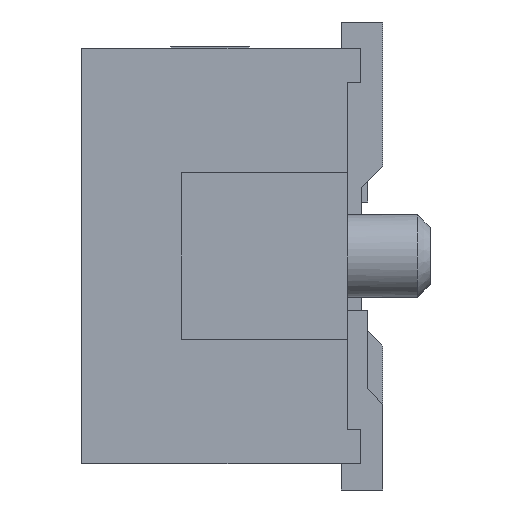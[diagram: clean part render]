
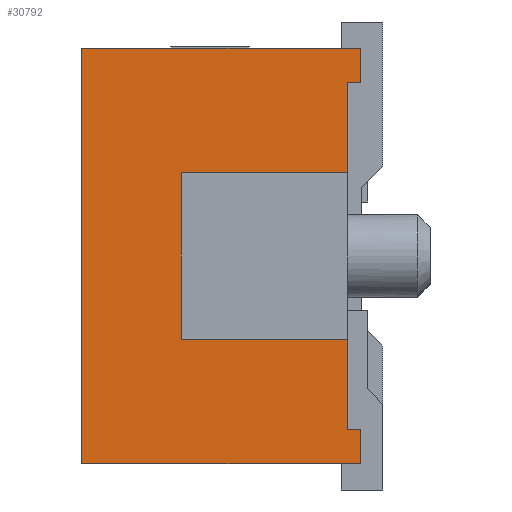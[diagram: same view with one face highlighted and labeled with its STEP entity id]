
A CAD part, left-side view. The second image highlights one B-rep face of the part: STEP entity #30792.
In plain terms, the highlighted planar face has unit normal (-1, 0, 0).
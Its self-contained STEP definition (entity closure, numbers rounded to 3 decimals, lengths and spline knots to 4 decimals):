
#827=DIRECTION('',(0.,0.,1.));
#828=VECTOR('',#827,1.385);
#829=CARTESIAN_POINT('',(-12.95,0.,-2.655));
#830=LINE('',#829,#828);
#831=DIRECTION('',(0.,1.,0.));
#832=VECTOR('',#831,0.2);
#833=CARTESIAN_POINT('',(-12.95,-0.2,-2.655));
#834=LINE('',#833,#832);
#835=DIRECTION('',(0.,0.,1.));
#836=VECTOR('',#835,0.52);
#837=CARTESIAN_POINT('',(-12.95,-0.2,-3.175));
#838=LINE('',#837,#836);
#839=DIRECTION('',(0.,-1.,0.));
#840=VECTOR('',#839,4.26);
#841=CARTESIAN_POINT('',(-12.95,4.06,-3.175));
#842=LINE('',#841,#840);
#843=DIRECTION('',(0.,0.,-1.));
#844=VECTOR('',#843,6.35);
#845=CARTESIAN_POINT('',(-12.95,4.06,3.175));
#846=LINE('',#845,#844);
#847=DIRECTION('',(0.,1.,0.));
#848=VECTOR('',#847,4.26);
#849=CARTESIAN_POINT('',(-12.95,-0.2,3.175));
#850=LINE('',#849,#848);
#851=DIRECTION('',(0.,0.,1.));
#852=VECTOR('',#851,0.52);
#853=CARTESIAN_POINT('',(-12.95,-0.2,2.655));
#854=LINE('',#853,#852);
#855=DIRECTION('',(0.,-1.,0.));
#856=VECTOR('',#855,0.2);
#857=CARTESIAN_POINT('',(-12.95,0.,2.655));
#858=LINE('',#857,#856);
#859=DIRECTION('',(0.,0.,1.));
#860=VECTOR('',#859,1.385);
#861=CARTESIAN_POINT('',(-12.95,0.,1.27));
#862=LINE('',#861,#860);
#21504=DIRECTION('',(0.,1.,0.));
#21505=VECTOR('',#21504,2.54);
#21506=CARTESIAN_POINT('',(-12.95,0.,1.27));
#21507=LINE('',#21506,#21505);
#21587=DIRECTION('',(0.,-1.,0.));
#21588=VECTOR('',#21587,2.54);
#21589=CARTESIAN_POINT('',(-12.95,2.54,-1.27));
#21590=LINE('',#21589,#21588);
#21599=DIRECTION('',(0.,0.,1.));
#21600=VECTOR('',#21599,2.54);
#21601=CARTESIAN_POINT('',(-12.95,2.54,-1.27));
#21602=LINE('',#21601,#21600);
#21623=CARTESIAN_POINT('',(-12.95,0.,2.655));
#21624=VERTEX_POINT('',#21623);
#21625=CARTESIAN_POINT('',(-12.95,0.,1.27));
#21626=VERTEX_POINT('',#21625);
#21639=CARTESIAN_POINT('',(-12.95,0.,-1.27));
#21640=VERTEX_POINT('',#21639);
#21641=CARTESIAN_POINT('',(-12.95,0.,-2.655));
#21642=VERTEX_POINT('',#21641);
#23275=CARTESIAN_POINT('',(-12.95,4.06,-3.175));
#23277=VERTEX_POINT('',#23275);
#23281=CARTESIAN_POINT('',(-12.95,4.06,3.175));
#23282=VERTEX_POINT('',#23281);
#24393=CARTESIAN_POINT('',(-12.95,-0.2,-3.175));
#24394=VERTEX_POINT('',#24393);
#24501=CARTESIAN_POINT('',(-12.95,-0.2,3.175));
#24502=VERTEX_POINT('',#24501);
#25533=CARTESIAN_POINT('',(-12.95,-0.2,2.655));
#25534=VERTEX_POINT('',#25533);
#25963=CARTESIAN_POINT('',(-12.95,-0.2,-2.655));
#25964=VERTEX_POINT('',#25963);
#28321=CARTESIAN_POINT('',(-12.95,2.54,1.27));
#28322=VERTEX_POINT('',#28321);
#28323=CARTESIAN_POINT('',(-12.95,2.54,-1.27));
#28324=VERTEX_POINT('',#28323);
#30766=CARTESIAN_POINT('',(-12.95,1.93,0.));
#30767=DIRECTION('',(1.,0.,0.));
#30768=DIRECTION('',(0.,0.,1.));
#30769=AXIS2_PLACEMENT_3D('',#30766,#30767,#30768);
#30770=PLANE('',#30769);
#30771=ORIENTED_EDGE('',*,*,#30232,.F.);
#30773=ORIENTED_EDGE('',*,*,#30772,.F.);
#30775=ORIENTED_EDGE('',*,*,#30774,.F.);
#30776=ORIENTED_EDGE('',*,*,#30157,.F.);
#30777=ORIENTED_EDGE('',*,*,#28874,.F.);
#30779=ORIENTED_EDGE('',*,*,#30778,.F.);
#30781=ORIENTED_EDGE('',*,*,#30780,.F.);
#30782=ORIENTED_EDGE('',*,*,#30757,.F.);
#30783=ORIENTED_EDGE('',*,*,#30248,.F.);
#30785=ORIENTED_EDGE('',*,*,#30784,.T.);
#30787=ORIENTED_EDGE('',*,*,#30786,.F.);
#30789=ORIENTED_EDGE('',*,*,#30788,.T.);
#30790=EDGE_LOOP('',(#30771,#30773,#30775,#30776,#30777,#30779,#30781,#30782,
#30783,#30785,#30787,#30789));
#30791=FACE_OUTER_BOUND('',#30790,.F.);
#30792=ADVANCED_FACE('',(#30791),#30770,.F.);
#28874=EDGE_CURVE('',#23282,#23277,#846,.T.);
#30157=EDGE_CURVE('',#23277,#24394,#842,.T.);
#30232=EDGE_CURVE('',#21642,#21640,#830,.T.);
#30248=EDGE_CURVE('',#21626,#21624,#862,.T.);
#30757=EDGE_CURVE('',#21624,#25534,#858,.T.);
#30772=EDGE_CURVE('',#25964,#21642,#834,.T.);
#30774=EDGE_CURVE('',#24394,#25964,#838,.T.);
#30778=EDGE_CURVE('',#24502,#23282,#850,.T.);
#30780=EDGE_CURVE('',#25534,#24502,#854,.T.);
#30784=EDGE_CURVE('',#21626,#28322,#21507,.T.);
#30786=EDGE_CURVE('',#28324,#28322,#21602,.T.);
#30788=EDGE_CURVE('',#28324,#21640,#21590,.T.);
